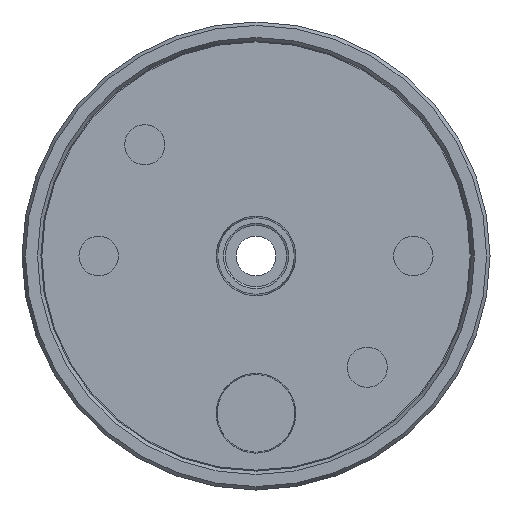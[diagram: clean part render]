
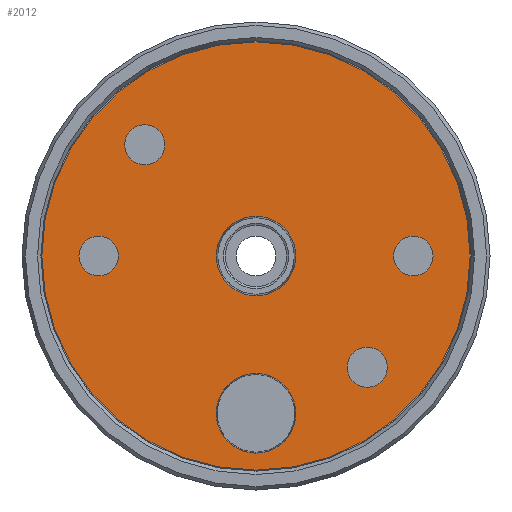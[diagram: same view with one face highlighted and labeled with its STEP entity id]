
A CAD part, front view. The second image highlights one B-rep face of the part: STEP entity #2012.
In plain terms, the highlighted planar face has unit normal (0, -1, 0).
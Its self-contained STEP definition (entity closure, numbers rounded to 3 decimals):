
#4 = CARTESIAN_POINT ( 'NONE',  ( 0., 0., -15.176 ) ) ;
#37 = EDGE_CURVE ( 'NONE', #1502, #1502, #88, .T. ) ;
#88 = CIRCLE ( 'NONE', #1838, 2.553 ) ;
#130 = DIRECTION ( 'NONE',  ( 0., -1., 0. ) ) ;
#216 = ORIENTED_EDGE ( 'NONE', *, *, #2473, .F. ) ;
#236 = AXIS2_PLACEMENT_3D ( 'NONE', #2064, #819, #1252 ) ;
#267 = EDGE_LOOP ( 'NONE', ( #775 ) ) ;
#315 = EDGE_CURVE ( 'NONE', #2072, #2072, #348, .T. ) ;
#334 = CARTESIAN_POINT ( 'NONE',  ( 20.32, 0., 0. ) ) ;
#348 = CIRCLE ( 'NONE', #524, 2.58 ) ;
#386 = FACE_BOUND ( 'NONE', #1513, .T. ) ;
#425 = CARTESIAN_POINT ( 'NONE',  ( 0., 0., 27.661 ) ) ;
#524 = AXIS2_PLACEMENT_3D ( 'NONE', #1558, #1133, #547 ) ;
#547 = DIRECTION ( 'NONE',  ( 0., 0., 1. ) ) ;
#589 = FACE_BOUND ( 'NONE', #267, .T. ) ;
#601 = DIRECTION ( 'NONE',  ( 0., 0., 1. ) ) ;
#707 = CARTESIAN_POINT ( 'NONE',  ( 0., 0., 0. ) ) ;
#769 = FACE_BOUND ( 'NONE', #2097, .T. ) ;
#770 = VERTEX_POINT ( 'NONE', #4 ) ;
#775 = ORIENTED_EDGE ( 'NONE', *, *, #315, .F. ) ;
#813 = ORIENTED_EDGE ( 'NONE', *, *, #2505, .T. ) ;
#819 = DIRECTION ( 'NONE',  ( 0., -1., 0. ) ) ;
#833 = CARTESIAN_POINT ( 'NONE',  ( 0., 0., 5.144 ) ) ;
#852 = EDGE_LOOP ( 'NONE', ( #813 ) ) ;
#856 = PLANE ( 'NONE',  #2462 ) ;
#858 = CARTESIAN_POINT ( 'NONE',  ( -20.32, 0., 2.553 ) ) ;
#878 = CARTESIAN_POINT ( 'NONE',  ( 0., 0., 0. ) ) ;
#888 = CARTESIAN_POINT ( 'NONE',  ( 20.32, 0., 2.553 ) ) ;
#914 = CARTESIAN_POINT ( 'NONE',  ( -20.32, 0., 0. ) ) ;
#937 = AXIS2_PLACEMENT_3D ( 'NONE', #707, #2276, #2315 ) ;
#983 = FACE_BOUND ( 'NONE', #1247, .T. ) ;
#995 = FACE_OUTER_BOUND ( 'NONE', #852, .T. ) ;
#997 = ORIENTED_EDGE ( 'NONE', *, *, #37, .F. ) ;
#1039 = VERTEX_POINT ( 'NONE', #833 ) ;
#1133 = DIRECTION ( 'NONE',  ( 0., -1., 0. ) ) ;
#1148 = CIRCLE ( 'NONE', #1433, 27.661 ) ;
#1166 = DIRECTION ( 'NONE',  ( 0., 0., 1. ) ) ;
#1170 = CIRCLE ( 'NONE', #1415, 5.144 ) ;
#1183 = FACE_BOUND ( 'NONE', #2266, .T. ) ;
#1209 = FACE_BOUND ( 'NONE', #1485, .T. ) ;
#1247 = EDGE_LOOP ( 'NONE', ( #997 ) ) ;
#1252 = DIRECTION ( 'NONE',  ( 0., 0., 1. ) ) ;
#1255 = VERTEX_POINT ( 'NONE', #858 ) ;
#1274 = EDGE_CURVE ( 'NONE', #770, #770, #1170, .T. ) ;
#1415 = AXIS2_PLACEMENT_3D ( 'NONE', #1756, #130, #2153 ) ;
#1424 = ORIENTED_EDGE ( 'NONE', *, *, #2343, .F. ) ;
#1433 = AXIS2_PLACEMENT_3D ( 'NONE', #2583, #1957, #1166 ) ;
#1436 = DIRECTION ( 'NONE',  ( 0., 1., 0. ) ) ;
#1438 = VERTEX_POINT ( 'NONE', #425 ) ;
#1477 = AXIS2_PLACEMENT_3D ( 'NONE', #914, #1692, #1721 ) ;
#1485 = EDGE_LOOP ( 'NONE', ( #2090 ) ) ;
#1502 = VERTEX_POINT ( 'NONE', #888 ) ;
#1513 = EDGE_LOOP ( 'NONE', ( #1424 ) ) ;
#1523 = CIRCLE ( 'NONE', #1477, 2.553 ) ;
#1558 = CARTESIAN_POINT ( 'NONE',  ( 14.368, 0., -14.368 ) ) ;
#1608 = CIRCLE ( 'NONE', #937, 5.144 ) ;
#1692 = DIRECTION ( 'NONE',  ( 0., -1., 0. ) ) ;
#1717 = CARTESIAN_POINT ( 'NONE',  ( 14.368, 0., -11.789 ) ) ;
#1721 = DIRECTION ( 'NONE',  ( 0., 0., 1. ) ) ;
#1756 = CARTESIAN_POINT ( 'NONE',  ( 0., 0., -20.32 ) ) ;
#1838 = AXIS2_PLACEMENT_3D ( 'NONE', #334, #2122, #601 ) ;
#1855 = CIRCLE ( 'NONE', #236, 2.58 ) ;
#1873 = CARTESIAN_POINT ( 'NONE',  ( -14.368, 0., 16.948 ) ) ;
#1957 = DIRECTION ( 'NONE',  ( 0., -1., 0. ) ) ;
#1961 = ORIENTED_EDGE ( 'NONE', *, *, #1274, .F. ) ;
#2012 = ADVANCED_FACE ( 'NONE', ( #589, #386, #983, #1209, #769, #1183, #995 ), #856, .F. ) ;
#2029 = VERTEX_POINT ( 'NONE', #1873 ) ;
#2064 = CARTESIAN_POINT ( 'NONE',  ( -14.368, 0., 14.368 ) ) ;
#2072 = VERTEX_POINT ( 'NONE', #1717 ) ;
#2090 = ORIENTED_EDGE ( 'NONE', *, *, #2455, .F. ) ;
#2097 = EDGE_LOOP ( 'NONE', ( #216 ) ) ;
#2122 = DIRECTION ( 'NONE',  ( 0., -1., 0. ) ) ;
#2153 = DIRECTION ( 'NONE',  ( 0., 0., 1. ) ) ;
#2253 = DIRECTION ( 'NONE',  ( 0., 0., -1. ) ) ;
#2266 = EDGE_LOOP ( 'NONE', ( #1961 ) ) ;
#2276 = DIRECTION ( 'NONE',  ( 0., -1., 0. ) ) ;
#2315 = DIRECTION ( 'NONE',  ( 0., 0., 1. ) ) ;
#2343 = EDGE_CURVE ( 'NONE', #2029, #2029, #1855, .T. ) ;
#2455 = EDGE_CURVE ( 'NONE', #1255, #1255, #1523, .T. ) ;
#2462 = AXIS2_PLACEMENT_3D ( 'NONE', #878, #1436, #2253 ) ;
#2473 = EDGE_CURVE ( 'NONE', #1039, #1039, #1608, .T. ) ;
#2505 = EDGE_CURVE ( 'NONE', #1438, #1438, #1148, .T. ) ;
#2583 = CARTESIAN_POINT ( 'NONE',  ( 0., 0., 0. ) ) ;
